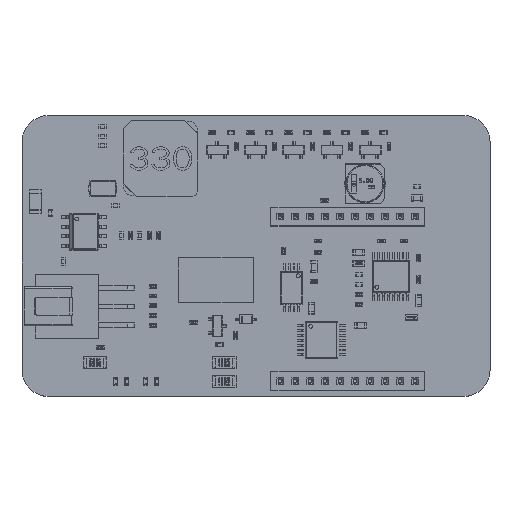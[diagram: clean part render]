
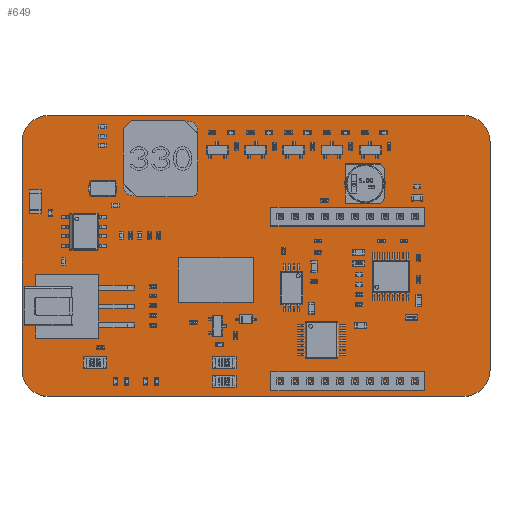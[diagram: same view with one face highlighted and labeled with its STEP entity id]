
A CAD part, top view. The second image highlights one B-rep face of the part: STEP entity #649.
In plain terms, the highlighted planar face has unit normal (0, 0, 1).
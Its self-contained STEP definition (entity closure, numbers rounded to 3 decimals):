
#384 = VERTEX_POINT('',#385);
#385 = CARTESIAN_POINT('',(0.,3.5,1.6));
#391 = EDGE_CURVE('',#384,#392,#394,.T.);
#392 = VERTEX_POINT('',#393);
#393 = CARTESIAN_POINT('',(0.,34.,1.6));
#394 = LINE('',#395,#396);
#395 = CARTESIAN_POINT('',(0.,3.5,1.6));
#396 = VECTOR('',#397,1.);
#397 = DIRECTION('',(0.,1.,0.));
#422 = EDGE_CURVE('',#392,#423,#425,.T.);
#423 = VERTEX_POINT('',#424);
#424 = CARTESIAN_POINT('',(3.5,37.5,1.6));
#425 = CIRCLE('',#426,3.5);
#426 = AXIS2_PLACEMENT_3D('',#427,#428,#429);
#427 = CARTESIAN_POINT('',(3.5,34.,1.6));
#428 = DIRECTION('',(0.,0.,-1.));
#429 = DIRECTION('',(-1.,0.,-0.));
#455 = EDGE_CURVE('',#423,#456,#458,.T.);
#456 = VERTEX_POINT('',#457);
#457 = CARTESIAN_POINT('',(59.,37.5,1.6));
#458 = LINE('',#459,#460);
#459 = CARTESIAN_POINT('',(3.5,37.5,1.6));
#460 = VECTOR('',#461,1.);
#461 = DIRECTION('',(1.,0.,0.));
#486 = EDGE_CURVE('',#456,#487,#489,.T.);
#487 = VERTEX_POINT('',#488);
#488 = CARTESIAN_POINT('',(62.5,34.,1.6));
#489 = CIRCLE('',#490,3.5);
#490 = AXIS2_PLACEMENT_3D('',#491,#492,#493);
#491 = CARTESIAN_POINT('',(59.,34.,1.6));
#492 = DIRECTION('',(0.,0.,-1.));
#493 = DIRECTION('',(0.,1.,0.));
#519 = EDGE_CURVE('',#487,#520,#522,.T.);
#520 = VERTEX_POINT('',#521);
#521 = CARTESIAN_POINT('',(62.5,3.5,1.6));
#522 = LINE('',#523,#524);
#523 = CARTESIAN_POINT('',(62.5,34.,1.6));
#524 = VECTOR('',#525,1.);
#525 = DIRECTION('',(0.,-1.,0.));
#550 = EDGE_CURVE('',#520,#551,#553,.T.);
#551 = VERTEX_POINT('',#552);
#552 = CARTESIAN_POINT('',(59.,0.,1.6));
#553 = CIRCLE('',#554,3.5);
#554 = AXIS2_PLACEMENT_3D('',#555,#556,#557);
#555 = CARTESIAN_POINT('',(59.,3.5,1.6));
#556 = DIRECTION('',(0.,0.,-1.));
#557 = DIRECTION('',(1.,0.,0.));
#583 = EDGE_CURVE('',#551,#584,#586,.T.);
#584 = VERTEX_POINT('',#585);
#585 = CARTESIAN_POINT('',(3.5,0.,1.6));
#586 = LINE('',#587,#588);
#587 = CARTESIAN_POINT('',(59.,0.,1.6));
#588 = VECTOR('',#589,1.);
#589 = DIRECTION('',(-1.,0.,0.));
#614 = EDGE_CURVE('',#584,#384,#615,.T.);
#615 = CIRCLE('',#616,3.5);
#616 = AXIS2_PLACEMENT_3D('',#617,#618,#619);
#617 = CARTESIAN_POINT('',(3.5,3.5,1.6));
#618 = DIRECTION('',(0.,0.,-1.));
#619 = DIRECTION('',(0.,-1.,0.));
#649 = ADVANCED_FACE('',(#650),#660,.F.);
#650 = FACE_BOUND('',#651,.F.);
#651 = EDGE_LOOP('',(#652,#653,#654,#655,#656,#657,#658,#659));
#652 = ORIENTED_EDGE('',*,*,#391,.T.);
#653 = ORIENTED_EDGE('',*,*,#422,.T.);
#654 = ORIENTED_EDGE('',*,*,#455,.T.);
#655 = ORIENTED_EDGE('',*,*,#486,.T.);
#656 = ORIENTED_EDGE('',*,*,#519,.T.);
#657 = ORIENTED_EDGE('',*,*,#550,.T.);
#658 = ORIENTED_EDGE('',*,*,#583,.T.);
#659 = ORIENTED_EDGE('',*,*,#614,.T.);
#660 = PLANE('',#661);
#661 = AXIS2_PLACEMENT_3D('',#662,#663,#664);
#662 = CARTESIAN_POINT('',(31.25,18.75,1.6));
#663 = DIRECTION('',(-0.,-0.,-1.));
#664 = DIRECTION('',(-1.,0.,0.));
